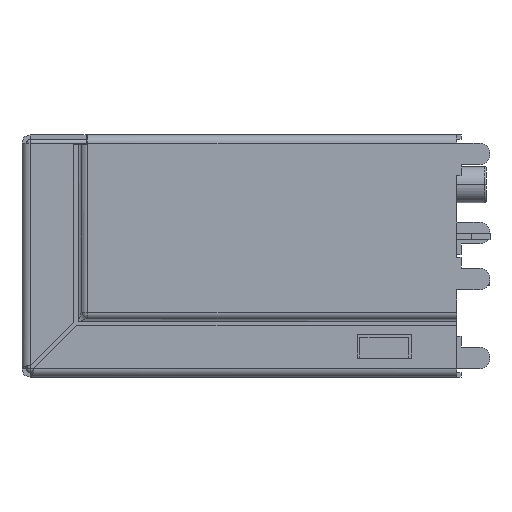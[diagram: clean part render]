
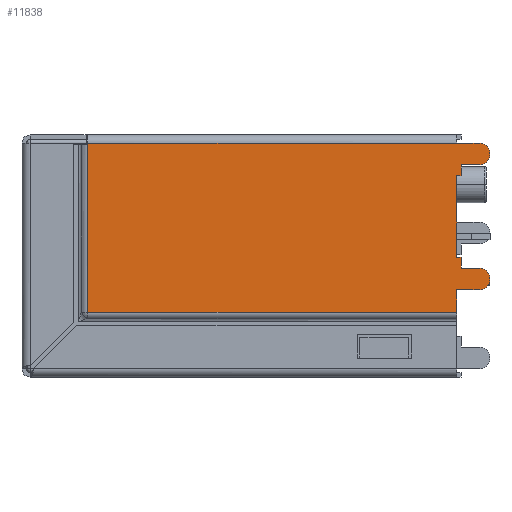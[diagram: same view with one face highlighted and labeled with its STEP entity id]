
A CAD part, left-side view. The second image highlights one B-rep face of the part: STEP entity #11838.
In plain terms, the highlighted planar face has unit normal (-1, 0, 0).
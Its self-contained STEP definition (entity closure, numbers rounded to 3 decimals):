
#176 = DIRECTION ( 'NONE',  ( -1., 0., 0. ) ) ;
#177 = AXIS2_PLACEMENT_3D ( 'NONE', #11719, #11668, #6404 ) ;
#252 = CARTESIAN_POINT ( 'NONE',  ( -1.375, -0.525, 8.7 ) ) ;
#298 = CARTESIAN_POINT ( 'NONE',  ( -1.375, -2.375, 2.378 ) ) ;
#567 = EDGE_CURVE ( 'NONE', #15943, #5314, #6592, .T. ) ;
#657 = EDGE_CURVE ( 'NONE', #14751, #6449, #2663, .T. ) ;
#1115 = VERTEX_POINT ( 'NONE', #17255 ) ;
#1345 = ORIENTED_EDGE ( 'NONE', *, *, #14884, .F. ) ;
#1575 = VECTOR ( 'NONE', #3704, 1000. ) ;
#1738 = ORIENTED_EDGE ( 'NONE', *, *, #5706, .T. ) ;
#1824 = VECTOR ( 'NONE', #6811, 1000. ) ;
#1851 = CARTESIAN_POINT ( 'NONE',  ( -1.375, -0.525, 4.178 ) ) ;
#1922 = LINE ( 'NONE', #14499, #3148 ) ;
#2004 = VERTEX_POINT ( 'NONE', #12451 ) ;
#2228 = VECTOR ( 'NONE', #7379, 1000. ) ;
#2521 = CARTESIAN_POINT ( 'NONE',  ( -1.375, -2.375, 9.3 ) ) ;
#2663 = LINE ( 'NONE', #14649, #1824 ) ;
#2929 = DIRECTION ( 'NONE',  ( 0., 0., -1. ) ) ;
#3081 = LINE ( 'NONE', #11329, #12261 ) ;
#3148 = VECTOR ( 'NONE', #5295, 1000. ) ;
#3167 = CARTESIAN_POINT ( 'NONE',  ( -1.375, -1.775, 9.3 ) ) ;
#3252 = CARTESIAN_POINT ( 'NONE',  ( -1.375, -1.775, 3.578 ) ) ;
#3344 = CARTESIAN_POINT ( 'NONE',  ( -1.375, -1.775, 10.5 ) ) ;
#3368 = ORIENTED_EDGE ( 'NONE', *, *, #7400, .F. ) ;
#3438 = EDGE_CURVE ( 'NONE', #5081, #16475, #8425, .T. ) ;
#3514 = CARTESIAN_POINT ( 'NONE',  ( -1.375, -2.375, 10.5 ) ) ;
#3657 = VECTOR ( 'NONE', #4905, 1000. ) ;
#3704 = DIRECTION ( 'NONE',  ( 0., -1., 0. ) ) ;
#3800 = CARTESIAN_POINT ( 'NONE',  ( -1.375, -0.774, 4.178 ) ) ;
#3804 = DIRECTION ( 'NONE',  ( -1., 0., 0. ) ) ;
#3868 = ORIENTED_EDGE ( 'NONE', *, *, #14135, .T. ) ;
#4068 = EDGE_CURVE ( 'NONE', #5848, #6449, #13917, .T. ) ;
#4150 = VERTEX_POINT ( 'NONE', #8615 ) ;
#4278 = VECTOR ( 'NONE', #5284, 1000. ) ;
#4351 = EDGE_LOOP ( 'NONE', ( #1345, #11616, #11394, #6448, #1738, #10590, #9596, #8791, #15453, #3368, #4659, #3868, #11044, #5554, #8281, #8452, #6271 ) ) ;
#4428 = CARTESIAN_POINT ( 'NONE',  ( -1.375, -1.775, 9.9 ) ) ;
#4551 = VECTOR ( 'NONE', #5046, 1000. ) ;
#4659 = ORIENTED_EDGE ( 'NONE', *, *, #9317, .T. ) ;
#4725 = DIRECTION ( 'NONE',  ( 0., 0., 1. ) ) ;
#4826 = DIRECTION ( 'NONE',  ( 0., 1., 0. ) ) ;
#4905 = DIRECTION ( 'NONE',  ( 0., 1., 0. ) ) ;
#5046 = DIRECTION ( 'NONE',  ( 0., 0., -1. ) ) ;
#5081 = VERTEX_POINT ( 'NONE', #252 ) ;
#5089 = CARTESIAN_POINT ( 'NONE',  ( -1.375, 19.889, 1.137 ) ) ;
#5252 = CARTESIAN_POINT ( 'NONE',  ( -1.375, -1.775, 9.9 ) ) ;
#5284 = DIRECTION ( 'NONE',  ( 0., 1., 0. ) ) ;
#5295 = DIRECTION ( 'NONE',  ( 0., 1., 0. ) ) ;
#5314 = VERTEX_POINT ( 'NONE', #6039 ) ;
#5334 = VERTEX_POINT ( 'NONE', #3252 ) ;
#5342 = CIRCLE ( 'NONE', #13029, 0.6 ) ;
#5554 = ORIENTED_EDGE ( 'NONE', *, *, #5847, .F. ) ;
#5706 = EDGE_CURVE ( 'NONE', #6896, #16498, #12198, .T. ) ;
#5827 = EDGE_CURVE ( 'NONE', #7084, #5334, #12600, .T. ) ;
#5847 = EDGE_CURVE ( 'NONE', #15888, #5314, #13018, .T. ) ;
#5848 = VERTEX_POINT ( 'NONE', #5089 ) ;
#5940 = LINE ( 'NONE', #11636, #6972 ) ;
#6039 = CARTESIAN_POINT ( 'NONE',  ( -1.375, -0.525, 10.5 ) ) ;
#6098 = DIRECTION ( 'NONE',  ( 0., 1., 0. ) ) ;
#6271 = ORIENTED_EDGE ( 'NONE', *, *, #657, .F. ) ;
#6404 = DIRECTION ( 'NONE',  ( 0., 0., 1. ) ) ;
#6448 = ORIENTED_EDGE ( 'NONE', *, *, #13482, .T. ) ;
#6449 = VERTEX_POINT ( 'NONE', #8560 ) ;
#6592 = LINE ( 'NONE', #3514, #3657 ) ;
#6811 = DIRECTION ( 'NONE',  ( 0., 0., -1. ) ) ;
#6855 = EDGE_CURVE ( 'NONE', #15888, #5848, #14084, .T. ) ;
#6896 = VERTEX_POINT ( 'NONE', #7498 ) ;
#6972 = VECTOR ( 'NONE', #16886, 1000. ) ;
#7084 = VERTEX_POINT ( 'NONE', #12014 ) ;
#7379 = DIRECTION ( 'NONE',  ( 0., 0., 1. ) ) ;
#7400 = EDGE_CURVE ( 'NONE', #13252, #1115, #7787, .T. ) ;
#7498 = CARTESIAN_POINT ( 'NONE',  ( -1.375, -0.774, 3.578 ) ) ;
#7705 = EDGE_CURVE ( 'NONE', #16498, #16475, #10313, .T. ) ;
#7787 = LINE ( 'NONE', #2521, #4278 ) ;
#8281 = ORIENTED_EDGE ( 'NONE', *, *, #6855, .T. ) ;
#8406 = DIRECTION ( 'NONE',  ( -1., 0., 0. ) ) ;
#8425 = LINE ( 'NONE', #13394, #10276 ) ;
#8452 = ORIENTED_EDGE ( 'NONE', *, *, #4068, .T. ) ;
#8560 = CARTESIAN_POINT ( 'NONE',  ( -1.375, -0.525, 1.137 ) ) ;
#8615 = CARTESIAN_POINT ( 'NONE',  ( -1.375, -2.375, 9.9 ) ) ;
#8791 = ORIENTED_EDGE ( 'NONE', *, *, #10377, .F. ) ;
#8900 = AXIS2_PLACEMENT_3D ( 'NONE', #5252, #3804, #13115 ) ;
#8950 = DIRECTION ( 'NONE',  ( -1., 0., 0. ) ) ;
#9025 = CIRCLE ( 'NONE', #8900, 0.6 ) ;
#9197 = AXIS2_PLACEMENT_3D ( 'NONE', #10737, #176, #12135 ) ;
#9317 = EDGE_CURVE ( 'NONE', #13252, #4150, #11539, .T. ) ;
#9376 = EDGE_CURVE ( 'NONE', #13304, #7084, #5342, .T. ) ;
#9596 = ORIENTED_EDGE ( 'NONE', *, *, #3438, .F. ) ;
#9751 = DIRECTION ( 'NONE',  ( 0., 0., 1. ) ) ;
#9796 = CARTESIAN_POINT ( 'NONE',  ( -1.375, 19.889, 10.5 ) ) ;
#9962 = VECTOR ( 'NONE', #13653, 1000. ) ;
#10044 = CARTESIAN_POINT ( 'NONE',  ( -1.375, -1.775, 2.378 ) ) ;
#10276 = VECTOR ( 'NONE', #2929, 1000. ) ;
#10313 = LINE ( 'NONE', #11386, #12603 ) ;
#10377 = EDGE_CURVE ( 'NONE', #2004, #5081, #1922, .T. ) ;
#10558 = FACE_OUTER_BOUND ( 'NONE', #4351, .T. ) ;
#10590 = ORIENTED_EDGE ( 'NONE', *, *, #7705, .T. ) ;
#10737 = CARTESIAN_POINT ( 'NONE',  ( -1.375, 23.065, -1.989 ) ) ;
#10805 = PLANE ( 'NONE',  #9197 ) ;
#11044 = ORIENTED_EDGE ( 'NONE', *, *, #567, .T. ) ;
#11329 = CARTESIAN_POINT ( 'NONE',  ( -1.375, -0.774, 10.95 ) ) ;
#11386 = CARTESIAN_POINT ( 'NONE',  ( -1.375, -0.774, 4.178 ) ) ;
#11394 = ORIENTED_EDGE ( 'NONE', *, *, #5827, .T. ) ;
#11539 = CIRCLE ( 'NONE', #16940, 0.6 ) ;
#11599 = EDGE_CURVE ( 'NONE', #1115, #2004, #3081, .T. ) ;
#11616 = ORIENTED_EDGE ( 'NONE', *, *, #9376, .T. ) ;
#11636 = CARTESIAN_POINT ( 'NONE',  ( -1.375, -2.375, 3.578 ) ) ;
#11668 = DIRECTION ( 'NONE',  ( -1., 0., 0. ) ) ;
#11719 = CARTESIAN_POINT ( 'NONE',  ( -1.375, -1.775, 2.978 ) ) ;
#11838 = ADVANCED_FACE ( 'NONE', ( #10558 ), #10805, .T. ) ;
#12014 = CARTESIAN_POINT ( 'NONE',  ( -1.375, -2.375, 2.978 ) ) ;
#12077 = VECTOR ( 'NONE', #6098, 1000. ) ;
#12135 = DIRECTION ( 'NONE',  ( 0., -1., 0. ) ) ;
#12198 = LINE ( 'NONE', #15460, #2228 ) ;
#12261 = VECTOR ( 'NONE', #14463, 1000. ) ;
#12451 = CARTESIAN_POINT ( 'NONE',  ( -1.375, -0.774, 8.7 ) ) ;
#12559 = CARTESIAN_POINT ( 'NONE',  ( -1.375, -0.525, 1.137 ) ) ;
#12600 = CIRCLE ( 'NONE', #177, 0.6 ) ;
#12603 = VECTOR ( 'NONE', #4826, 1000. ) ;
#12663 = CARTESIAN_POINT ( 'NONE',  ( -1.375, 23.065, 10.5 ) ) ;
#12953 = CARTESIAN_POINT ( 'NONE',  ( -1.375, 19.889, 0.851 ) ) ;
#13018 = LINE ( 'NONE', #12663, #1575 ) ;
#13029 = AXIS2_PLACEMENT_3D ( 'NONE', #16901, #8950, #4725 ) ;
#13115 = DIRECTION ( 'NONE',  ( 0., 0., 1. ) ) ;
#13252 = VERTEX_POINT ( 'NONE', #3167 ) ;
#13304 = VERTEX_POINT ( 'NONE', #10044 ) ;
#13394 = CARTESIAN_POINT ( 'NONE',  ( -1.375, -0.525, -1.989 ) ) ;
#13482 = EDGE_CURVE ( 'NONE', #5334, #6896, #5940, .T. ) ;
#13653 = DIRECTION ( 'NONE',  ( 0., -1., 0. ) ) ;
#13917 = LINE ( 'NONE', #12559, #9962 ) ;
#14084 = LINE ( 'NONE', #12953, #4551 ) ;
#14135 = EDGE_CURVE ( 'NONE', #4150, #15943, #9025, .T. ) ;
#14463 = DIRECTION ( 'NONE',  ( 0., 0., -1. ) ) ;
#14499 = CARTESIAN_POINT ( 'NONE',  ( -1.375, -0.774, 8.7 ) ) ;
#14649 = CARTESIAN_POINT ( 'NONE',  ( -1.375, -0.525, -1.989 ) ) ;
#14751 = VERTEX_POINT ( 'NONE', #15153 ) ;
#14884 = EDGE_CURVE ( 'NONE', #13304, #14751, #16039, .T. ) ;
#15153 = CARTESIAN_POINT ( 'NONE',  ( -1.375, -0.525, 2.378 ) ) ;
#15453 = ORIENTED_EDGE ( 'NONE', *, *, #11599, .F. ) ;
#15460 = CARTESIAN_POINT ( 'NONE',  ( -1.375, -0.774, 10.95 ) ) ;
#15888 = VERTEX_POINT ( 'NONE', #9796 ) ;
#15943 = VERTEX_POINT ( 'NONE', #3344 ) ;
#16039 = LINE ( 'NONE', #298, #12077 ) ;
#16475 = VERTEX_POINT ( 'NONE', #1851 ) ;
#16498 = VERTEX_POINT ( 'NONE', #3800 ) ;
#16886 = DIRECTION ( 'NONE',  ( 0., 1., 0. ) ) ;
#16901 = CARTESIAN_POINT ( 'NONE',  ( -1.375, -1.775, 2.978 ) ) ;
#16940 = AXIS2_PLACEMENT_3D ( 'NONE', #4428, #8406, #9751 ) ;
#17255 = CARTESIAN_POINT ( 'NONE',  ( -1.375, -0.774, 9.3 ) ) ;
